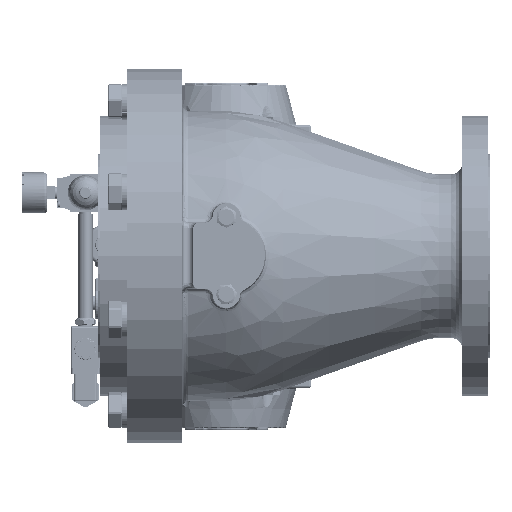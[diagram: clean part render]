
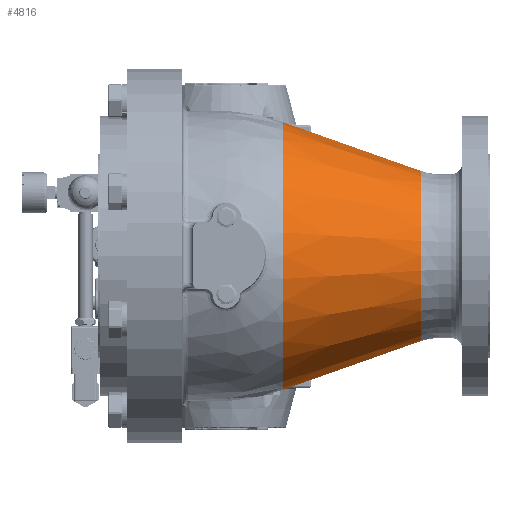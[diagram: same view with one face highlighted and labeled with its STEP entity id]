
A CAD part, top view. The second image highlights one B-rep face of the part: STEP entity #4816.
In plain terms, the highlighted conical face has half-angle 19.469 degrees and reference radius 99.38 mm.
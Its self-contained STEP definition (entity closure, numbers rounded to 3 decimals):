
#4719=CARTESIAN_POINT('',(116.824,121.401,0.0));
#4720=VERTEX_POINT('',#4719);
#4721=CARTESIAN_POINT('',(116.824,0.0,0.0));
#4722=DIRECTION('',(1.0,0.0,0.0));
#4723=DIRECTION('',(0.0,1.0,0.0));
#4724=AXIS2_PLACEMENT_3D('',#4721,#4722,#4723);
#4725=CIRCLE('',#4724,121.401);
#4726=EDGE_CURVE('',#4720,#4720,#4725,.T.);
#4797=CARTESIAN_POINT('',(179.119,0.0,0.0));
#4798=DIRECTION('',(-1.0,0.0,0.0));
#4799=DIRECTION('',(0.0,1.0,0.0));
#4800=AXIS2_PLACEMENT_3D('',#4797,#4798,#4799);
#4801=CONICAL_SURFACE('',#4800,99.38,19.469);
#4802=CARTESIAN_POINT('',(241.413,77.359,0.0));
#4803=VERTEX_POINT('',#4802);
#4804=CARTESIAN_POINT('',(241.413,0.0,0.0));
#4805=DIRECTION('',(1.0,0.0,0.0));
#4806=DIRECTION('',(0.0,1.0,0.0));
#4807=AXIS2_PLACEMENT_3D('',#4804,#4805,#4806);
#4808=CIRCLE('',#4807,77.359);
#4809=EDGE_CURVE('',#4803,#4803,#4808,.T.);
#4810=ORIENTED_EDGE('',*,*,#4809,.F.);
#4811=EDGE_LOOP('',(#4810));
#4812=FACE_OUTER_BOUND('',#4811,.T.);
#4813=ORIENTED_EDGE('',*,*,#4726,.T.);
#4814=EDGE_LOOP('',(#4813));
#4815=FACE_BOUND('',#4814,.T.);
#4816=ADVANCED_FACE('',(#4812,#4815),#4801,.T.);
